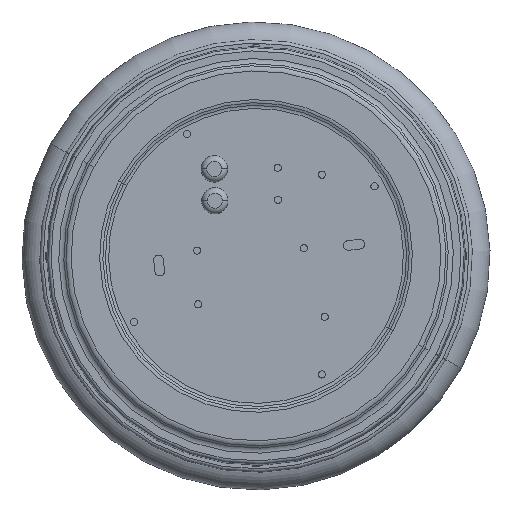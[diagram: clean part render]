
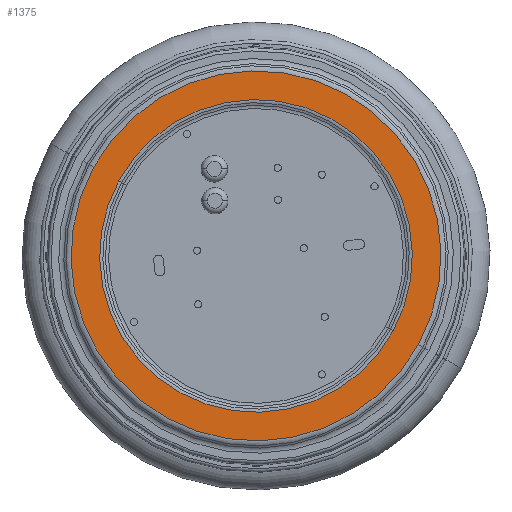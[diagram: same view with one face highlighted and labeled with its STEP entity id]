
A CAD part, top view. The second image highlights one B-rep face of the part: STEP entity #1375.
In plain terms, the highlighted planar face has unit normal (0, 0, 1).
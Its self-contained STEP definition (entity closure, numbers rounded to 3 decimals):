
#1126=CARTESIAN_POINT('Vertex',(-101.358,55.372,1.5)) ;
#1129=CARTESIAN_POINT('Axis2P3D Location',(0.,0.,1.5)) ;
#1133=CARTESIAN_POINT('Vertex',(101.358,-55.372,1.5)) ;
#1187=CARTESIAN_POINT('Axis2P3D Location',(0.,0.,1.5)) ;
#1270=CARTESIAN_POINT('Vertex',(-85.676,46.805,1.5)) ;
#1277=CARTESIAN_POINT('Vertex',(85.676,-46.805,1.5)) ;
#1280=CARTESIAN_POINT('Axis2P3D Location',(0.,0.,1.5)) ;
#1326=CARTESIAN_POINT('Axis2P3D Location',(0.,0.,1.5)) ;
#1362=CARTESIAN_POINT('Axis2P3D Location',(-96.6,0.,1.5)) ;
#1130=DIRECTION('Axis2P3D Direction',(-0.,0.,-1.)) ;
#1188=DIRECTION('Axis2P3D Direction',(0.,0.,-1.)) ;
#1281=DIRECTION('Axis2P3D Direction',(-0.,0.,-1.)) ;
#1327=DIRECTION('Axis2P3D Direction',(0.,0.,-1.)) ;
#1363=DIRECTION('Axis2P3D Direction',(0.,0.,-1.)) ;
#1364=DIRECTION('Axis2P3D XDirection',(1.,0.,0.)) ;
#1131=AXIS2_PLACEMENT_3D('Circle Axis2P3D',#1129,#1130,$) ;
#1189=AXIS2_PLACEMENT_3D('Circle Axis2P3D',#1187,#1188,$) ;
#1282=AXIS2_PLACEMENT_3D('Circle Axis2P3D',#1280,#1281,$) ;
#1328=AXIS2_PLACEMENT_3D('Circle Axis2P3D',#1326,#1327,$) ;
#1365=AXIS2_PLACEMENT_3D('Plane Axis2P3D',#1362,#1363,#1364) ;
#1368=ORIENTED_EDGE('',*,*,#1135,.F.) ;
#1369=ORIENTED_EDGE('',*,*,#1191,.F.) ;
#1372=ORIENTED_EDGE('',*,*,#1330,.T.) ;
#1373=ORIENTED_EDGE('',*,*,#1284,.T.) ;
#1374=FACE_BOUND('',#1371,.T.) ;
#1375=ADVANCED_FACE('Body.3',(#1370,#1374),#1366,.F.) ;
#1132=CIRCLE('generated circle',#1131,115.497) ;
#1190=CIRCLE('generated circle',#1189,115.497) ;
#1283=CIRCLE('generated circle',#1282,97.627) ;
#1329=CIRCLE('generated circle',#1328,97.627) ;
#1135=EDGE_CURVE('',#1127,#1134,#1132,.T.) ;
#1191=EDGE_CURVE('',#1134,#1127,#1190,.T.) ;
#1284=EDGE_CURVE('',#1271,#1278,#1283,.T.) ;
#1330=EDGE_CURVE('',#1278,#1271,#1329,.T.) ;
#1367=EDGE_LOOP('',(#1368,#1369)) ;
#1371=EDGE_LOOP('',(#1372,#1373)) ;
#1370=FACE_OUTER_BOUND('',#1367,.T.) ;
#1366=PLANE('',#1365) ;
#1127=VERTEX_POINT('',#1126) ;
#1134=VERTEX_POINT('',#1133) ;
#1271=VERTEX_POINT('',#1270) ;
#1278=VERTEX_POINT('',#1277) ;
